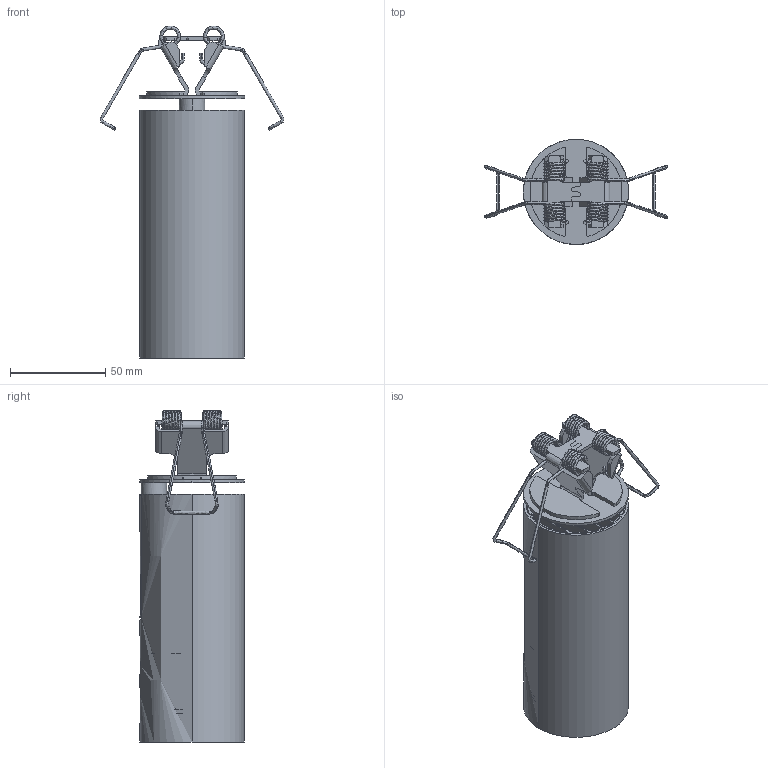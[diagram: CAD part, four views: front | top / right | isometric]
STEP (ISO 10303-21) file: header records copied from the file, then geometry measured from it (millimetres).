
FILE_DESCRIPTION(/* description */ (''),/* implementation_level */ '2;1');
FILE_NAME(/* name */ 'AP6KYXX__VECTOR 50',/* time_stamp */ '2018-11-23T17:25:00+01:00',/* author */ (''),/* organization */ (''),/* preprocessor_version */ 'ST-DEVELOPER v15',/* originating_system */ '',/* authorisation */ '');
FILE_SCHEMA (('AUTOMOTIVE_DESIGN'));
Products named in the file (1): Document
Bounding box: 96.62 x 55.1 x 174.36 mm (x, y, z)
Volume: 70850.3 mm3; surface area: 94317.2 mm2
Topology: 9 solids, 16 shells, 1503 faces, 4132 edges, 2563 vertices
Faces by surface type: bspline 1397, plane 106
Entity records: 89510 total; most frequent: CARTESIAN_POINT 68947, ORIENTED_EDGE 8055, EDGE_CURVE 4041, VERTEX_POINT 2563, EDGE_LOOP 1521, ADVANCED_FACE 1502, FACE_OUTER_BOUND 1502, B_SPLINE_CURVE_WITH_KNOTS 879
